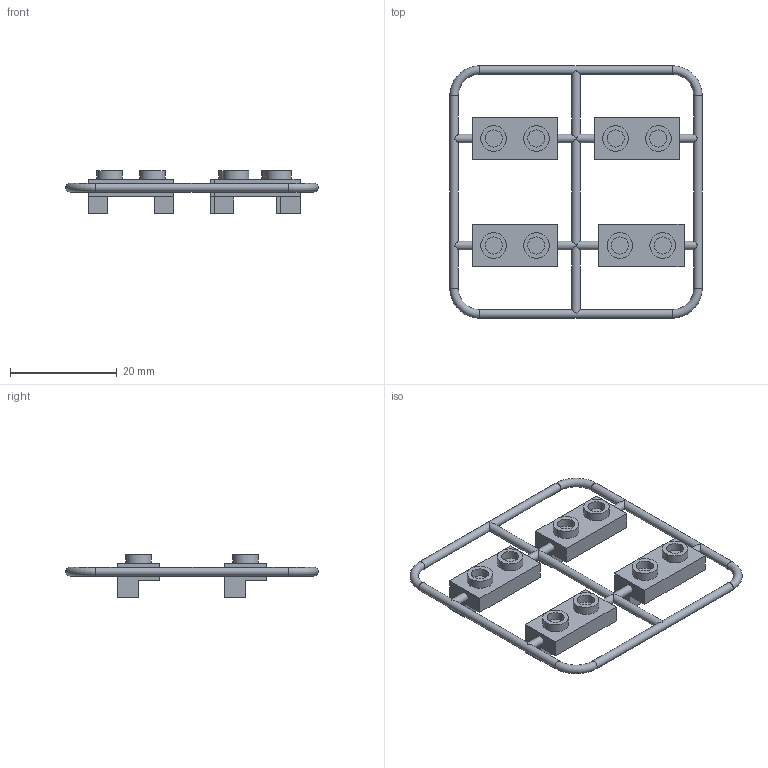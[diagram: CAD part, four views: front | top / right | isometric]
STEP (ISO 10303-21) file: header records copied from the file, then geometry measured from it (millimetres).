
FILE_DESCRIPTION(/* description */ (''),/* implementation_level */ '2;1');
FILE_NAME(/* name */ 'Board Support TH_Array v4.step',/* time_stamp */ '2023-09-15T15:21:12-06:00',/* author */ (''),/* organization */ (''),/* preprocessor_version */ 'ST-DEVELOPER v20',/* originating_system */ 'Autodesk Translation Framework v12.9.0.99',/* authorisation */ '');
FILE_SCHEMA (('AUTOMOTIVE_DESIGN { 1 0 10303 214 3 1 1 }'));
Length unit declared in the file: millimetre
Products named in the file (3): Board Support TH_Array; 1x2 BSP TH; Print Frame
Assembly tree (5 placements, depth 2):
  Board Support TH_Array
    1x2 BSP TH  x4
    Print Frame
Bounding box: 47.2 x 47.2 x 8 mm (x, y, z)
Volume: 2295.3 mm3; surface area: 3884.5 mm2
Topology: 5 solids, 5 shells, 151 faces, 355 edges, 236 vertices
Faces by surface type: plane 112, cylinder 35, torus 4
Full cylindrical faces by diameter (mm): 1.6 x15, 3.2 x12, 4.8 x8
Entity records: 1895 total; most frequent: DIRECTION 347, CARTESIAN_POINT 309, ORIENTED_EDGE 290, EDGE_CURVE 145, AXIS2_PLACEMENT_3D 136, VERTEX_POINT 98, LINE 75, VECTOR 75
